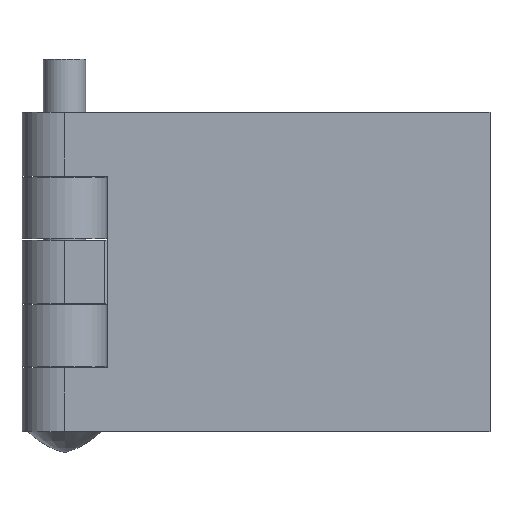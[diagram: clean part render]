
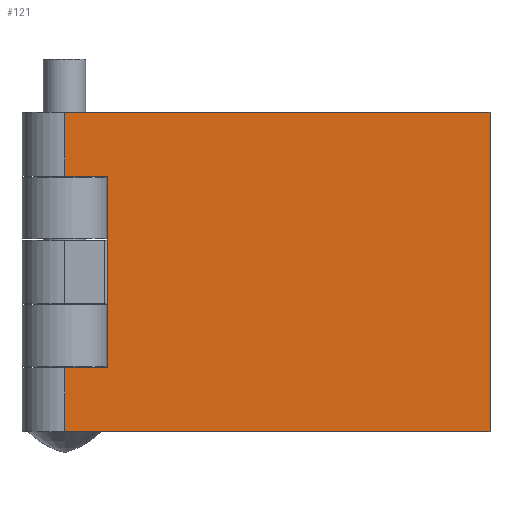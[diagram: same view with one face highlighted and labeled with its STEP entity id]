
A CAD part, front view. The second image highlights one B-rep face of the part: STEP entity #121.
In plain terms, the highlighted planar face has unit normal (0, -1, 0).
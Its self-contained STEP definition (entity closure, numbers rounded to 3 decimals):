
#121 = ADVANCED_FACE( '', ( #258 ), #259, .T. );
#258 = FACE_OUTER_BOUND( '', #438, .T. );
#259 = PLANE( '', #439 );
#438 = EDGE_LOOP( '', ( #711, #712, #713, #714, #715, #716, #717, #718 ) );
#439 = AXIS2_PLACEMENT_3D( '', #719, #720, #721 );
#711 = ORIENTED_EDGE( '', *, *, #909, .F. );
#712 = ORIENTED_EDGE( '', *, *, #960, .F. );
#713 = ORIENTED_EDGE( '', *, *, #864, .F. );
#714 = ORIENTED_EDGE( '', *, *, #932, .T. );
#715 = ORIENTED_EDGE( '', *, *, #961, .T. );
#716 = ORIENTED_EDGE( '', *, *, #962, .F. );
#717 = ORIENTED_EDGE( '', *, *, #963, .T. );
#718 = ORIENTED_EDGE( '', *, *, #956, .T. );
#719 = CARTESIAN_POINT( '', ( 0., -4., 9. ) );
#720 = DIRECTION( '', ( 0., -1., 0. ) );
#721 = DIRECTION( '', ( 0., 0., -1. ) );
#864 = EDGE_CURVE( '', #1019, #1015, #1021, .T. );
#909 = EDGE_CURVE( '', #1094, #1089, #1096, .T. );
#932 = EDGE_CURVE( '', #1019, #1125, #1128, .T. );
#956 = EDGE_CURVE( '', #1162, #1089, #1163, .T. );
#960 = EDGE_CURVE( '', #1015, #1094, #1167, .T. );
#961 = EDGE_CURVE( '', #1125, #1168, #1169, .T. );
#962 = EDGE_CURVE( '', #1170, #1168, #1171, .T. );
#963 = EDGE_CURVE( '', #1170, #1162, #1172, .T. );
#1015 = VERTEX_POINT( '', #1236 );
#1019 = VERTEX_POINT( '', #1241 );
#1021 = LINE( '', #1243, #1244 );
#1089 = VERTEX_POINT( '', #1329 );
#1094 = VERTEX_POINT( '', #1336 );
#1096 = LINE( '', #1339, #1340 );
#1125 = VERTEX_POINT( '', #1382 );
#1128 = LINE( '', #1386, #1387 );
#1162 = VERTEX_POINT( '', #1428 );
#1163 = LINE( '', #1429, #1430 );
#1167 = LINE( '', #1435, #1436 );
#1168 = VERTEX_POINT( '', #1437 );
#1169 = LINE( '', #1438, #1439 );
#1170 = VERTEX_POINT( '', #1440 );
#1171 = LINE( '', #1441, #1442 );
#1172 = LINE( '', #1443, #1444 );
#1236 = CARTESIAN_POINT( '', ( 0., -4., 15. ) );
#1241 = CARTESIAN_POINT( '', ( 0., -4., 9. ) );
#1243 = CARTESIAN_POINT( '', ( 0., -4., 9. ) );
#1244 = VECTOR( '', #1507, 1000. );
#1329 = CARTESIAN_POINT( '', ( 40., -4., -15. ) );
#1336 = CARTESIAN_POINT( '', ( 40., -4., 15. ) );
#1339 = CARTESIAN_POINT( '', ( 40., -4., 15. ) );
#1340 = VECTOR( '', #1567, 1000. );
#1382 = CARTESIAN_POINT( '', ( 4.041, -4., 9. ) );
#1386 = CARTESIAN_POINT( '', ( 0., -4., 9. ) );
#1387 = VECTOR( '', #1585, 1000. );
#1428 = CARTESIAN_POINT( '', ( 0., -4., -15. ) );
#1429 = CARTESIAN_POINT( '', ( 0., -4., -15. ) );
#1430 = VECTOR( '', #1620, 1000. );
#1435 = CARTESIAN_POINT( '', ( 0., -4., 15. ) );
#1436 = VECTOR( '', #1625, 1000. );
#1437 = CARTESIAN_POINT( '', ( 4.041, -4., -9. ) );
#1438 = CARTESIAN_POINT( '', ( 4.041, -4., 15. ) );
#1439 = VECTOR( '', #1626, 1000. );
#1440 = CARTESIAN_POINT( '', ( 0., -4., -9. ) );
#1441 = CARTESIAN_POINT( '', ( 0., -4., -9. ) );
#1442 = VECTOR( '', #1627, 1000. );
#1443 = CARTESIAN_POINT( '', ( 0., -4., -9. ) );
#1444 = VECTOR( '', #1628, 1000. );
#1507 = DIRECTION( '', ( 0., 0., 1. ) );
#1567 = DIRECTION( '', ( 0., 0., -1. ) );
#1585 = DIRECTION( '', ( 1., 0., 0. ) );
#1620 = DIRECTION( '', ( 1., 0., 0. ) );
#1625 = DIRECTION( '', ( 1., 0., 0. ) );
#1626 = DIRECTION( '', ( 0., 0., -1. ) );
#1627 = DIRECTION( '', ( 1., 0., 0. ) );
#1628 = DIRECTION( '', ( 0., 0., -1. ) );
